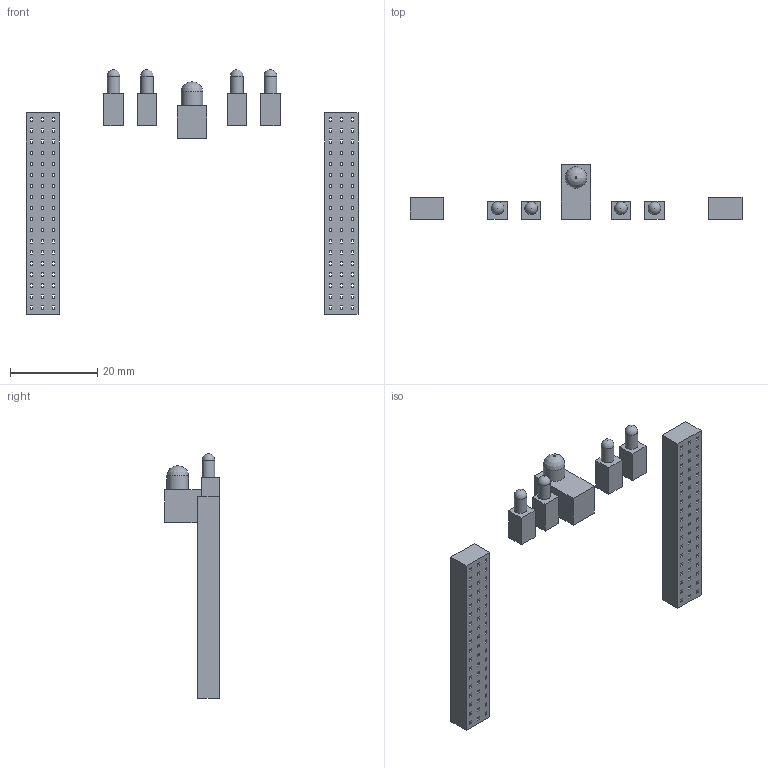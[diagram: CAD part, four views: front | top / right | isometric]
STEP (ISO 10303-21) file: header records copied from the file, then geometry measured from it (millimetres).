
FILE_DESCRIPTION(/* description */ (''),/* implementation_level */ '2;1');
FILE_NAME(/* name */ 'Base.ipt.step',/* time_stamp */ '2020-04-16T23:12:03-04:00',/* author */ ('Jordan'),/* organization */ (''),/* preprocessor_version */ 'ST-DEVELOPER v17',/* originating_system */ 'Autodesk Inventor 2019',/* authorisation */ '');
FILE_SCHEMA (('AUTOMOTIVE_DESIGN { 1 0 10303 214 3 1 1 }'));
Length unit declared in the file: inch
Products named in the file (1): Base
Bounding box: 76.21 x 12.62 x 56.15 mm (x, y, z)
Volume: 4719.4 mm3; surface area: 5283.3 mm2
Topology: 7 solids, 7 shells, 485 faces, 1416 edges, 946 vertices
Faces by surface type: plane 475, cylinder 5, sphere 4, bspline 1
Full cylindrical faces by diameter (mm): 2.92 x4, 4.953 x1
Entity records: 16320 total; most frequent: CARTESIAN_POINT 2888, ORIENTED_EDGE 2824, DIRECTION 2409, EDGE_CURVE 1412, LINE 1385, VECTOR 1385, VERTEX_POINT 946, EDGE_LOOP 706
